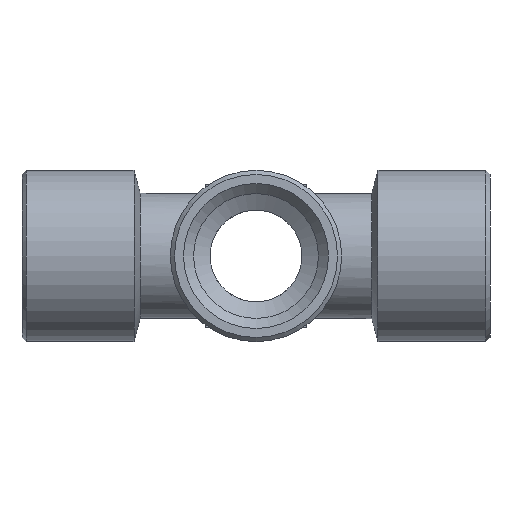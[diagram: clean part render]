
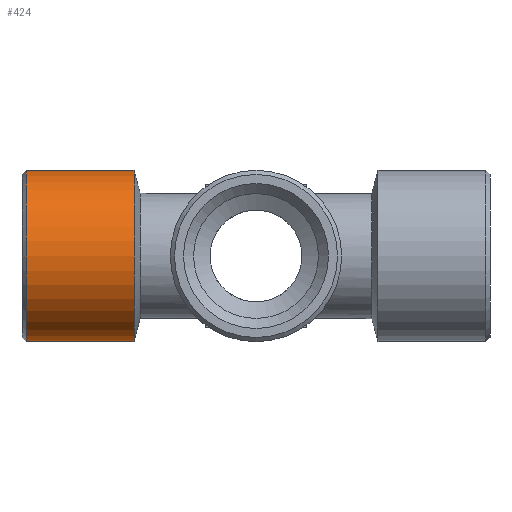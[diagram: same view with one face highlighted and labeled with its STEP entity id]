
A CAD part, front view. The second image highlights one B-rep face of the part: STEP entity #424.
In plain terms, the highlighted cylindrical face has radius 10.25 mm (diameter 20.5 mm), a full revolution.
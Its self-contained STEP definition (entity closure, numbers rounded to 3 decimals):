
#155 = CARTESIAN_POINT ( 'NONE',  ( -155.267, -23.084, -35.25 ) ) ;
#159 = CARTESIAN_POINT ( 'NONE',  ( -168.169, -23.084, -35.25 ) ) ;
#198 = DIRECTION ( 'NONE',  ( 0., 0., -1. ) ) ;
#199 = DIRECTION ( 'NONE',  ( 1., 0., 0. ) ) ;
#200 = CARTESIAN_POINT ( 'NONE',  ( -155.267, -23.084, -25. ) ) ;
#226 = DIRECTION ( 'NONE',  ( 0., 0., -1. ) ) ;
#227 = DIRECTION ( 'NONE',  ( 1., 0., 0. ) ) ;
#228 = CARTESIAN_POINT ( 'NONE',  ( -168.169, -23.084, -25. ) ) ;
#264 = FACE_OUTER_BOUND ( 'NONE', #1291, .T. ) ;
#292 = FACE_OUTER_BOUND ( 'NONE', #1288, .T. ) ;
#424 = ADVANCED_FACE ( 'NONE', ( #292, #264 ), #558, .T. ) ;
#558 = CYLINDRICAL_SURFACE ( 'NONE', #1566, 10.25 ) ;
#606 = ORIENTED_EDGE ( 'NONE', *, *, #1428, .F. ) ;
#619 = ORIENTED_EDGE ( 'NONE', *, *, #1423, .T. ) ;
#1013 = DIRECTION ( 'NONE',  ( 1., 0., 0. ) ) ;
#1014 = CARTESIAN_POINT ( 'NONE',  ( -168.169, -23.084, -25. ) ) ;
#1020 = DIRECTION ( 'NONE',  ( 0., 0., -1. ) ) ;
#1288 = EDGE_LOOP ( 'NONE', ( #606 ) ) ;
#1291 = EDGE_LOOP ( 'NONE', ( #619 ) ) ;
#1423 = EDGE_CURVE ( 'NONE', #1544, #1544, #1508, .T. ) ;
#1428 = EDGE_CURVE ( 'NONE', #1547, #1547, #1512, .T. ) ;
#1508 = CIRCLE ( 'NONE', #1607, 10.25 ) ;
#1512 = CIRCLE ( 'NONE', #1610, 10.25 ) ;
#1544 = VERTEX_POINT ( 'NONE', #159 ) ;
#1547 = VERTEX_POINT ( 'NONE', #155 ) ;
#1566 = AXIS2_PLACEMENT_3D ( 'NONE', #1014, #1013, #1020 ) ;
#1607 = AXIS2_PLACEMENT_3D ( 'NONE', #228, #227, #226 ) ;
#1610 = AXIS2_PLACEMENT_3D ( 'NONE', #200, #199, #198 ) ;
